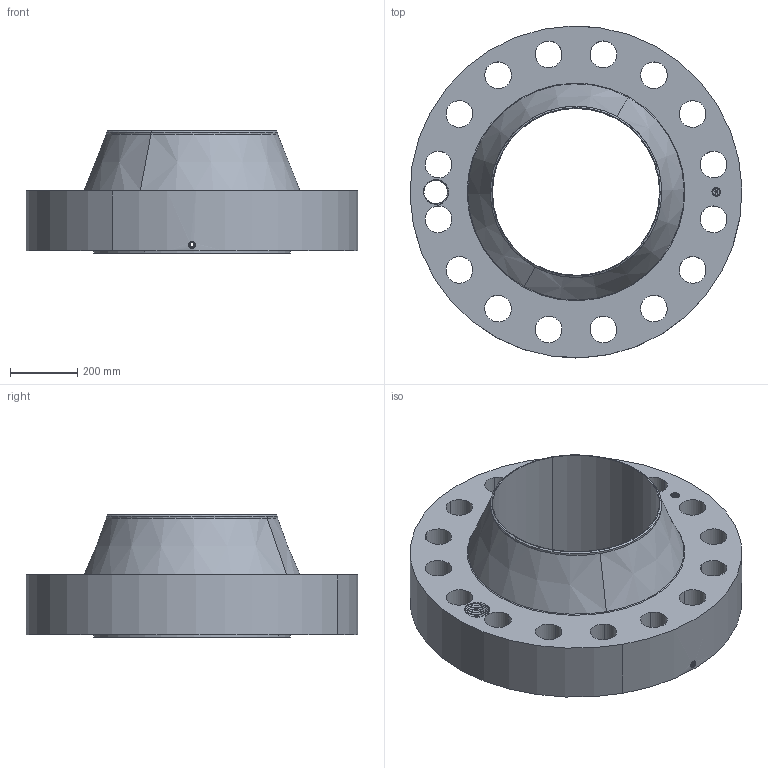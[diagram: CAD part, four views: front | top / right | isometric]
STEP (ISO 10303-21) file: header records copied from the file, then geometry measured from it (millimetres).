
FILE_DESCRIPTION(('3D STEP'),'2;1');
FILE_NAME('20-1500-RF-WELD-NECK-10-ORIF-FLANGE.stp','2013-11-03T22:51:10+00:00',('Texas Flange'),(''),'CATIA Version 5 Release 20 SP 6 (IN-10)','CATIA V5 STEP AP214','800-826-3801');
FILE_SCHEMA(('AUTOMOTIVE_DESIGN { 1 0 10303 214 1 1 1 1 }'));
Length unit declared in the file: inch
Products named in the file (1): 20-1500-RF-WELD-NECK-10-ORIF-FLANGE
Bounding box: 983.98 x 984.25 x 361.95 mm (x, y, z)
Volume: 98171769.1 mm3; surface area: 3099572.9 mm2
Topology: 1 solids, 1 shells, 863 faces, 2343 edges, 1501 vertices
Faces by surface type: plane 369, bspline 304, cylinder 136, cone 48, revolution 4, torus 2
Entity records: 37344 total; most frequent: CARTESIAN_POINT 16478, ORIENTED_EDGE 4686, EDGE_CURVE 2343, DIRECTION 2155, VERTEX_POINT 1501, VECTOR 1223, LINE 1223, B_SPLINE_CURVE_WITH_KNOTS 978
